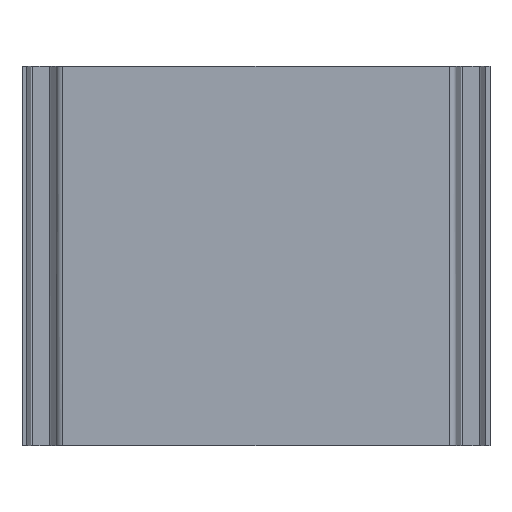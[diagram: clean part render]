
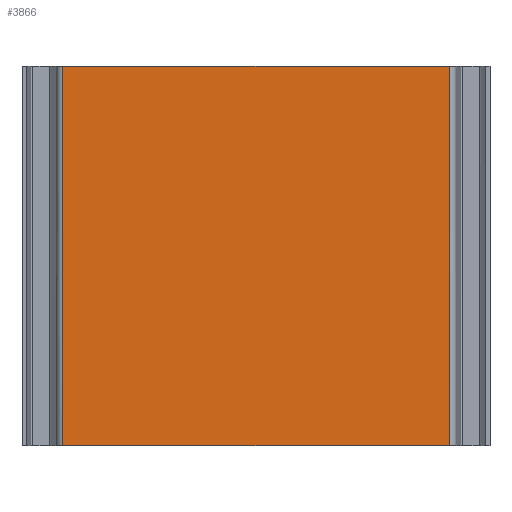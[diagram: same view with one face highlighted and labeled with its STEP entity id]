
A CAD part, front view. The second image highlights one B-rep face of the part: STEP entity #3866.
In plain terms, the highlighted free-form (B-spline) face has degree [1, 1] with [2, 2] control points.
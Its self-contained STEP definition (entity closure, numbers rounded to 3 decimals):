
#3265=CARTESIAN_POINT('V37',(-8.755,-0.2,
   17.2));
#3266=VERTEX_POINT('V37',#3265);
#3280=CARTESIAN_POINT('V38',(8.755,-0.2,
   17.2));
#3281=VERTEX_POINT('V38',#3280);
#3282=CARTESIAN_POINT('E37',(8.755,-0.2,
   17.2));
#3283=CARTESIAN_POINT('E37',(-8.755,-0.2,
   17.2));
#3284=QUASI_UNIFORM_CURVE('E37',1,(#3282,#3283),.POLYLINE_FORM.,.F.,
   .U.);
#3285=EDGE_CURVE('E37',#3281,#3266,#3284,.T.);
#3820=CARTESIAN_POINT('V20',(8.755,-0.2,
   0.0));
#3821=VERTEX_POINT('V20',#3820);
#3837=CARTESIAN_POINT('E57',(8.755,-0.2,
   0.0));
#3838=CARTESIAN_POINT('E57',(8.755,-0.2,
   17.2));
#3839=B_SPLINE_CURVE_WITH_KNOTS('E57',1,(#3837,#3838),
   .POLYLINE_FORM.,.F.,.U.,(2,2),(0.0,1.965),
   .UNSPECIFIED.);
#3840=EDGE_CURVE('E57',#3821,#3281,#3839,.T.);
#3845=CARTESIAN_POINT('F3',(-8.855,-0.2,
   -0.1));
#3846=CARTESIAN_POINT('F3',(8.855,-0.2,
   -0.1));
#3847=CARTESIAN_POINT('F3',(-8.855,-0.2,
   17.3));
#3848=CARTESIAN_POINT('F3',(8.855,-0.2,
   17.3));
#3849=QUASI_UNIFORM_SURFACE('F3',1,1,((#3845,#3847),(#3846,#3848)),
   .PLANE_SURF.,.F.,.F.,.U.);
#3850=CARTESIAN_POINT('V21',(-8.755,-0.2,
   0.0));
#3851=VERTEX_POINT('V21',#3850);
#3852=CARTESIAN_POINT('E20',(-8.755,-0.2,
   0.0));
#3853=CARTESIAN_POINT('E20',(8.755,-0.2,
   0.0));
#3854=QUASI_UNIFORM_CURVE('E20',1,(#3852,#3853),.POLYLINE_FORM.,.F.,
   .U.);
#3855=EDGE_CURVE('E20',#3851,#3821,#3854,.T.);
#3856=ORIENTED_EDGE('E20',*,*,#3855,.T.);
#3857=ORIENTED_EDGE('F22',*,*,#3840,.T.);
#3858=ORIENTED_EDGE('E37',*,*,#3285,.T.);
#3859=CARTESIAN_POINT('E58',(-8.755,-0.2,
   17.2));
#3860=CARTESIAN_POINT('E58',(-8.755,-0.2,
   0.0));
#3861=B_SPLINE_CURVE_WITH_KNOTS('E58',1,(#3859,#3860),
   .POLYLINE_FORM.,.F.,.U.,(2,2),(0.0,1.965),
   .UNSPECIFIED.);
#3862=EDGE_CURVE('E58',#3266,#3851,#3861,.T.);
#3863=ORIENTED_EDGE('E58',*,*,#3862,.T.);
#3864=EDGE_LOOP('F3',(#3856,#3857,#3858,#3863));
#3865=FACE_OUTER_BOUND('F3',#3864,.T.);
#3866=ADVANCED_FACE('F3',(#3865),#3849,.T.);
